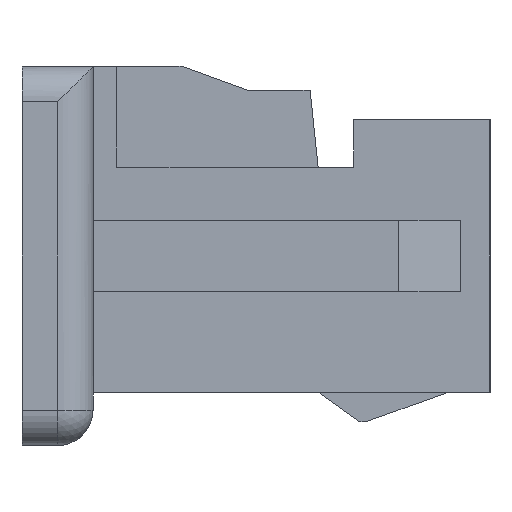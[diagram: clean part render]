
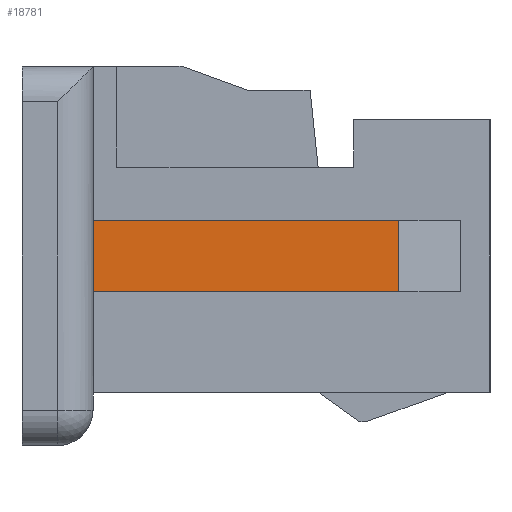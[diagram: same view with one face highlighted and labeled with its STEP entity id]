
A CAD part, left-side view. The second image highlights one B-rep face of the part: STEP entity #18781.
In plain terms, the highlighted planar face has unit normal (-1, 0, 0).
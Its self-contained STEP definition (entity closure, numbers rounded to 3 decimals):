
#14984 = PLANE('',#14985);
#14985 = AXIS2_PLACEMENT_3D('',#14986,#14987,#14988);
#14986 = CARTESIAN_POINT('',(7.725,1.375,-1.6));
#14987 = DIRECTION('',(0.,-1.,0.));
#14988 = DIRECTION('',(1.,0.,0.));
#16674 = VERTEX_POINT('',#16675);
#16675 = CARTESIAN_POINT('',(-8.025,1.375,0.3));
#16689 = PLANE('',#16690);
#16690 = AXIS2_PLACEMENT_3D('',#16691,#16692,#16693);
#16691 = CARTESIAN_POINT('',(0.,0.,0.3));
#16692 = DIRECTION('',(0.,0.,1.));
#16693 = DIRECTION('',(1.,0.,0.));
#16701 = EDGE_CURVE('',#16702,#16674,#16704,.T.);
#16702 = VERTEX_POINT('',#16703);
#16703 = CARTESIAN_POINT('',(-8.025,1.375,-0.3));
#16704 = SURFACE_CURVE('',#16705,(#16709,#16716),.PCURVE_S1.);
#16705 = LINE('',#16706,#16707);
#16706 = CARTESIAN_POINT('',(-8.025,1.375,-0.3));
#16707 = VECTOR('',#16708,1.);
#16708 = DIRECTION('',(0.,0.,1.));
#16709 = PCURVE('',#14984,#16710);
#16710 = DEFINITIONAL_REPRESENTATION('',(#16711),#16715);
#16711 = LINE('',#16712,#16713);
#16712 = CARTESIAN_POINT('',(-15.75,1.3));
#16713 = VECTOR('',#16714,1.);
#16714 = DIRECTION('',(0.,1.));
#16715 = ( GEOMETRIC_REPRESENTATION_CONTEXT(2) 
PARAMETRIC_REPRESENTATION_CONTEXT() REPRESENTATION_CONTEXT('2D SPACE',''
  ) );
#16716 = PCURVE('',#16717,#16722);
#16717 = PLANE('',#16718);
#16718 = AXIS2_PLACEMENT_3D('',#16719,#16720,#16721);
#16719 = CARTESIAN_POINT('',(-8.025,1.375,-0.3));
#16720 = DIRECTION('',(-1.,0.,0.));
#16721 = DIRECTION('',(0.,-1.,0.));
#16722 = DEFINITIONAL_REPRESENTATION('',(#16723),#16727);
#16723 = LINE('',#16724,#16725);
#16724 = CARTESIAN_POINT('',(0.,0.));
#16725 = VECTOR('',#16726,1.);
#16726 = DIRECTION('',(0.,1.));
#16727 = ( GEOMETRIC_REPRESENTATION_CONTEXT(2) 
PARAMETRIC_REPRESENTATION_CONTEXT() REPRESENTATION_CONTEXT('2D SPACE',''
  ) );
#16745 = PLANE('',#16746);
#16746 = AXIS2_PLACEMENT_3D('',#16747,#16748,#16749);
#16747 = CARTESIAN_POINT('',(0.,0.,-0.3));
#16748 = DIRECTION('',(0.,0.,1.));
#16749 = DIRECTION('',(1.,0.,0.));
#17296 = PLANE('',#17297);
#17297 = AXIS2_PLACEMENT_3D('',#17298,#17299,#17300);
#17298 = CARTESIAN_POINT('',(-8.025,-1.205,-0.3));
#17299 = DIRECTION('',(-0.866,-0.5,0.));
#17300 = DIRECTION('',(0.5,-0.866,0.));
#18564 = VERTEX_POINT('',#18565);
#18565 = CARTESIAN_POINT('',(-8.025,-1.205,0.3));
#18586 = EDGE_CURVE('',#16674,#18564,#18587,.T.);
#18587 = SURFACE_CURVE('',#18588,(#18592,#18599),.PCURVE_S1.);
#18588 = LINE('',#18589,#18590);
#18589 = CARTESIAN_POINT('',(-8.025,1.375,0.3));
#18590 = VECTOR('',#18591,1.);
#18591 = DIRECTION('',(0.,-1.,0.));
#18592 = PCURVE('',#16689,#18593);
#18593 = DEFINITIONAL_REPRESENTATION('',(#18594),#18598);
#18594 = LINE('',#18595,#18596);
#18595 = CARTESIAN_POINT('',(-8.025,1.375));
#18596 = VECTOR('',#18597,1.);
#18597 = DIRECTION('',(0.,-1.));
#18598 = ( GEOMETRIC_REPRESENTATION_CONTEXT(2) 
PARAMETRIC_REPRESENTATION_CONTEXT() REPRESENTATION_CONTEXT('2D SPACE',''
  ) );
#18599 = PCURVE('',#16717,#18600);
#18600 = DEFINITIONAL_REPRESENTATION('',(#18601),#18605);
#18601 = LINE('',#18602,#18603);
#18602 = CARTESIAN_POINT('',(0.,0.6));
#18603 = VECTOR('',#18604,1.);
#18604 = DIRECTION('',(1.,0.));
#18605 = ( GEOMETRIC_REPRESENTATION_CONTEXT(2) 
PARAMETRIC_REPRESENTATION_CONTEXT() REPRESENTATION_CONTEXT('2D SPACE',''
  ) );
#18662 = VERTEX_POINT('',#18663);
#18663 = CARTESIAN_POINT('',(-8.025,-1.205,-0.3));
#18684 = EDGE_CURVE('',#18662,#18564,#18685,.T.);
#18685 = SURFACE_CURVE('',#18686,(#18690,#18697),.PCURVE_S1.);
#18686 = LINE('',#18687,#18688);
#18687 = CARTESIAN_POINT('',(-8.025,-1.205,-0.3));
#18688 = VECTOR('',#18689,1.);
#18689 = DIRECTION('',(0.,0.,1.));
#18690 = PCURVE('',#17296,#18691);
#18691 = DEFINITIONAL_REPRESENTATION('',(#18692),#18696);
#18692 = LINE('',#18693,#18694);
#18693 = CARTESIAN_POINT('',(0.,0.));
#18694 = VECTOR('',#18695,1.);
#18695 = DIRECTION('',(0.,1.));
#18696 = ( GEOMETRIC_REPRESENTATION_CONTEXT(2) 
PARAMETRIC_REPRESENTATION_CONTEXT() REPRESENTATION_CONTEXT('2D SPACE',''
  ) );
#18697 = PCURVE('',#16717,#18698);
#18698 = DEFINITIONAL_REPRESENTATION('',(#18699),#18703);
#18699 = LINE('',#18700,#18701);
#18700 = CARTESIAN_POINT('',(2.58,0.));
#18701 = VECTOR('',#18702,1.);
#18702 = DIRECTION('',(0.,1.));
#18703 = ( GEOMETRIC_REPRESENTATION_CONTEXT(2) 
PARAMETRIC_REPRESENTATION_CONTEXT() REPRESENTATION_CONTEXT('2D SPACE',''
  ) );
#18711 = EDGE_CURVE('',#16702,#18662,#18712,.T.);
#18712 = SURFACE_CURVE('',#18713,(#18717,#18724),.PCURVE_S1.);
#18713 = LINE('',#18714,#18715);
#18714 = CARTESIAN_POINT('',(-8.025,1.375,-0.3));
#18715 = VECTOR('',#18716,1.);
#18716 = DIRECTION('',(0.,-1.,0.));
#18717 = PCURVE('',#16745,#18718);
#18718 = DEFINITIONAL_REPRESENTATION('',(#18719),#18723);
#18719 = LINE('',#18720,#18721);
#18720 = CARTESIAN_POINT('',(-8.025,1.375));
#18721 = VECTOR('',#18722,1.);
#18722 = DIRECTION('',(0.,-1.));
#18723 = ( GEOMETRIC_REPRESENTATION_CONTEXT(2) 
PARAMETRIC_REPRESENTATION_CONTEXT() REPRESENTATION_CONTEXT('2D SPACE',''
  ) );
#18724 = PCURVE('',#16717,#18725);
#18725 = DEFINITIONAL_REPRESENTATION('',(#18726),#18730);
#18726 = LINE('',#18727,#18728);
#18727 = CARTESIAN_POINT('',(0.,0.));
#18728 = VECTOR('',#18729,1.);
#18729 = DIRECTION('',(1.,0.));
#18730 = ( GEOMETRIC_REPRESENTATION_CONTEXT(2) 
PARAMETRIC_REPRESENTATION_CONTEXT() REPRESENTATION_CONTEXT('2D SPACE',''
  ) );
#18781 = ADVANCED_FACE('',(#18782),#16717,.T.);
#18782 = FACE_BOUND('',#18783,.F.);
#18783 = EDGE_LOOP('',(#18784,#18785,#18786,#18787));
#18784 = ORIENTED_EDGE('',*,*,#18711,.F.);
#18785 = ORIENTED_EDGE('',*,*,#16701,.T.);
#18786 = ORIENTED_EDGE('',*,*,#18586,.T.);
#18787 = ORIENTED_EDGE('',*,*,#18684,.F.);
